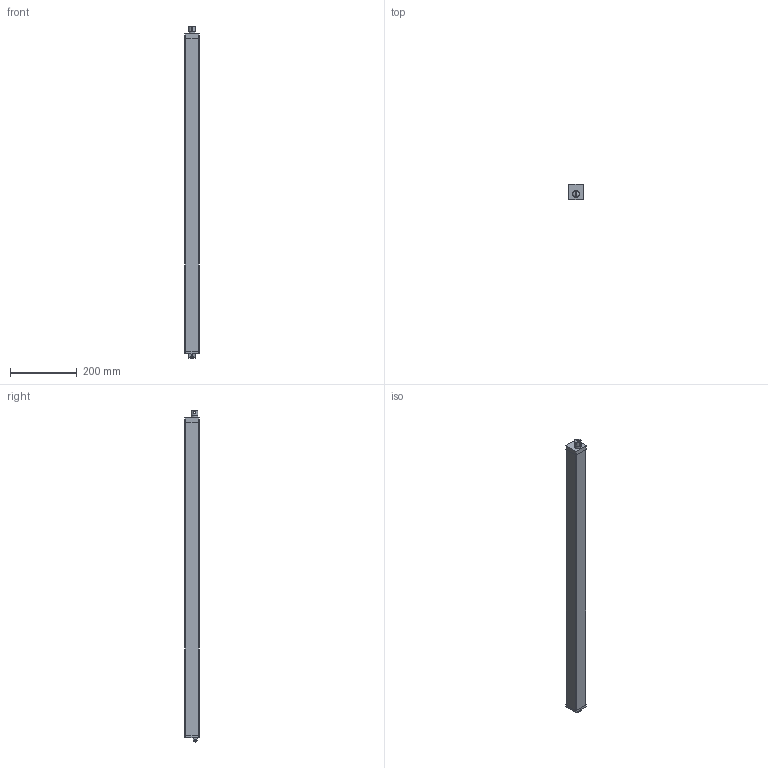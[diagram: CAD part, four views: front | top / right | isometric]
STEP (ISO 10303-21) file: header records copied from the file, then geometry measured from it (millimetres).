
FILE_DESCRIPTION(('FreeCAD Model'),'2;1');
FILE_NAME('FA-04_05-12-30.step', '2017-08-09T11:27:03',('Technical Support'),( 'Firgelli Automations Inc'),'Open CASCADE STEP processor 6.8', 'FreeCAD','Unknown');
FILE_SCHEMA(('AUTOMOTIVE_DESIGN_CC2 { 1 2 10303 214 -1 1 5 4 }'));
Length unit declared in the file: millimetre
Products named in the file (1): FA-04_05-12-30
Bounding box: 44.96 x 44.96 x 997.49 mm (x, y, z)
Volume: 1939441.7 mm3; surface area: 174479.3 mm2
Topology: 1 solids, 1 shells, 64 faces, 173 edges, 115 vertices
Faces by surface type: plane 34, cylinder 28, revolution 2
Full cylindrical faces by diameter (mm): 6 x2, 6.096 x2, 20 x1, 20.32 x1
Entity records: 8449 total; most frequent: CARTESIAN_POINT 5120, DIRECTION 562, ORIENTED_EDGE 346, PCURVE 346, DEFINITIONAL_REPRESENTATION 346, LINE 331, VECTOR 331, EDGE_CURVE 173
